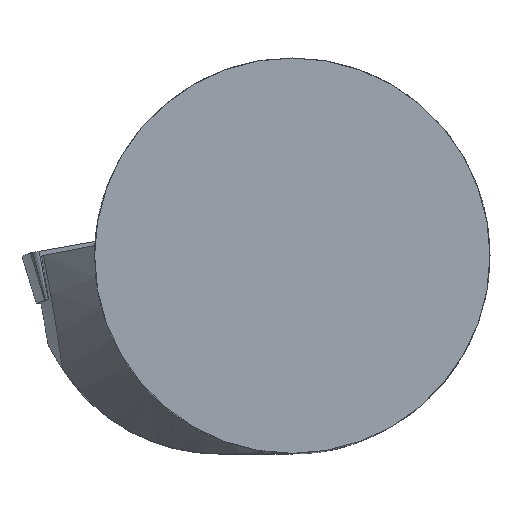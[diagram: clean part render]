
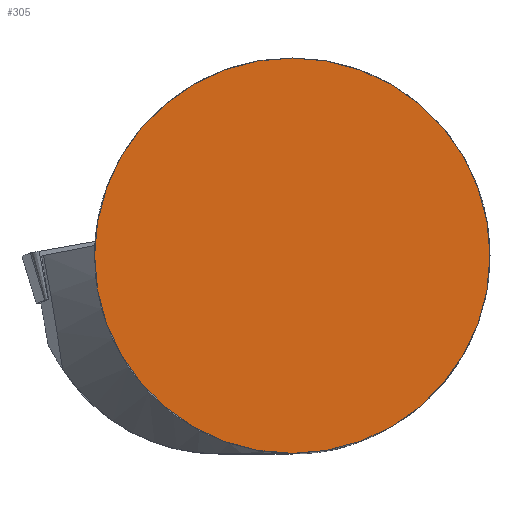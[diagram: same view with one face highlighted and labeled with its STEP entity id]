
A CAD part, top view. The second image highlights one B-rep face of the part: STEP entity #305.
In plain terms, the highlighted planar face has unit normal (0, 0, 1).
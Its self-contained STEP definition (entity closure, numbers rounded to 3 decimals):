
#305=ADVANCED_FACE('',(#374),#339,.T.);
#339=PLANE('',#1032);
#374=FACE_OUTER_BOUND('',#413,.T.);
#413=EDGE_LOOP('',(#589));
#589=ORIENTED_EDGE('',*,*,#797,.T.);
#713=VERTEX_POINT('',#1539);
#797=EDGE_CURVE('',#713,#713,#874,.T.);
#874=CIRCLE('',#992,16.);
#992=AXIS2_PLACEMENT_3D('',#1538,#1138,#1139);
#1032=AXIS2_PLACEMENT_3D('',#1628,#1228,#1229);
#1138=DIRECTION('',(0.,0.,1.));
#1139=DIRECTION('',(1.,0.,0.));
#1228=DIRECTION('',(0.,0.,1.));
#1229=DIRECTION('',(1.,0.,0.));
#1538=CARTESIAN_POINT('',(0.,0.,0.));
#1539=CARTESIAN_POINT('',(16.,0.,0.));
#1628=CARTESIAN_POINT('',(0.,0.,0.));
